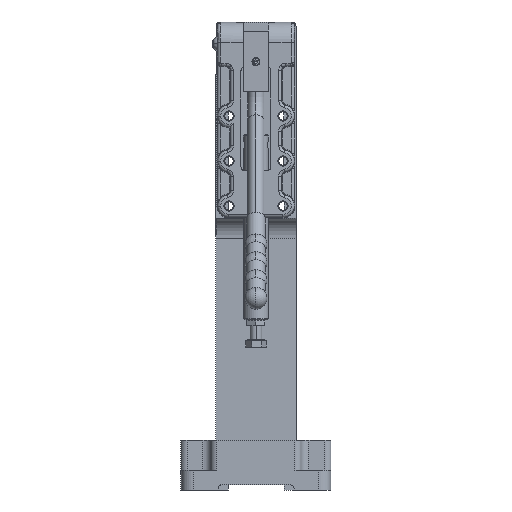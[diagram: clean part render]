
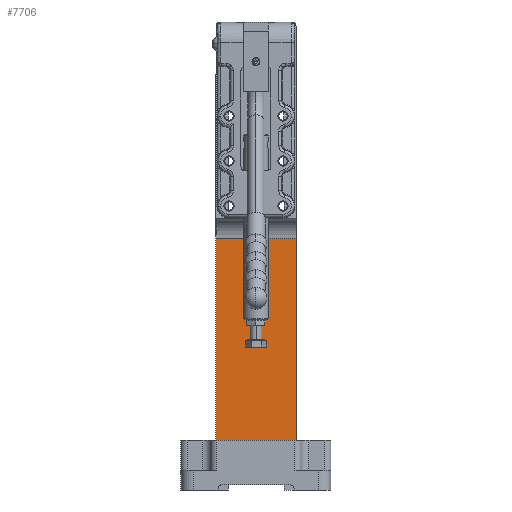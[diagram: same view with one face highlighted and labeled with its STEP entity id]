
A CAD part, left-side view. The second image highlights one B-rep face of the part: STEP entity #7706.
In plain terms, the highlighted planar face has unit normal (-1, 0, 0).
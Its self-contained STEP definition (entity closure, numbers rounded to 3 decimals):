
#1330 = VERTEX_POINT ( 'NONE', #10611 ) ;
#1335 = VERTEX_POINT ( 'NONE', #10616 ) ;
#1543 = VERTEX_POINT ( 'NONE', #17830 ) ;
#1786 = VERTEX_POINT ( 'NONE', #18203 ) ;
#2427 = CARTESIAN_POINT ( 'NONE',  ( 142., -40., 0. ) ) ;
#2428 = DIRECTION ( 'NONE',  ( 0., 0., -1. ) ) ;
#7706 = ADVANCED_FACE ( 'NONE', ( #8928 ), #30647, .T. ) ;
#8267 = AXIS2_PLACEMENT_3D ( 'NONE', #30642, #30650, #30651 ) ;
#8928 = FACE_OUTER_BOUND ( 'NONE', #19418, .T. ) ;
#9585 = LINE ( 'NONE', #2427, #9587 ) ;
#9587 = VECTOR ( 'NONE', #2428, 1000. ) ;
#10611 = CARTESIAN_POINT ( 'NONE',  ( 142., 40., 50. ) ) ;
#10616 = CARTESIAN_POINT ( 'NONE',  ( 142., -40., 50. ) ) ;
#14107 = LINE ( 'NONE', #15157, #14118 ) ;
#14118 = VECTOR ( 'NONE', #15146, 1000. ) ;
#14232 = LINE ( 'NONE', #15376, #14234 ) ;
#14234 = VECTOR ( 'NONE', #15377, 1000. ) ;
#15146 = DIRECTION ( 'NONE',  ( 0., 0., -1. ) ) ;
#15157 = CARTESIAN_POINT ( 'NONE',  ( 142., 40., 20. ) ) ;
#15376 = CARTESIAN_POINT ( 'NONE',  ( 142., 192., 252. ) ) ;
#15377 = DIRECTION ( 'NONE',  ( 0., -1., 0. ) ) ;
#16446 = EDGE_CURVE ( 'NONE', #1543, #1335, #9585, .T. ) ;
#17691 = LINE ( 'NONE', #20677, #17693 ) ;
#17693 = VECTOR ( 'NONE', #20676, 1000. ) ;
#17830 = CARTESIAN_POINT ( 'NONE',  ( 142., -40., 252. ) ) ;
#18203 = CARTESIAN_POINT ( 'NONE',  ( 142., 40., 252. ) ) ;
#19418 = EDGE_LOOP ( 'NONE', ( #32933, #32935, #32936, #32938 ) ) ;
#20676 = DIRECTION ( 'NONE',  ( 0., -1., 0. ) ) ;
#20677 = CARTESIAN_POINT ( 'NONE',  ( 142., 192., 50. ) ) ;
#26819 = EDGE_CURVE ( 'NONE', #1786, #1330, #14107, .T. ) ;
#26900 = EDGE_CURVE ( 'NONE', #1786, #1543, #14232, .T. ) ;
#27338 = EDGE_CURVE ( 'NONE', #1330, #1335, #17691, .T. ) ;
#30642 = CARTESIAN_POINT ( 'NONE',  ( 142., 192., 0. ) ) ;
#30647 = PLANE ( 'NONE',  #8267 ) ;
#30650 = DIRECTION ( 'NONE',  ( -1., 0., 0. ) ) ;
#30651 = DIRECTION ( 'NONE',  ( 0., 0., 1. ) ) ;
#32933 = ORIENTED_EDGE ( 'NONE', *, *, #26819, .T. ) ;
#32935 = ORIENTED_EDGE ( 'NONE', *, *, #27338, .T. ) ;
#32936 = ORIENTED_EDGE ( 'NONE', *, *, #16446, .F. ) ;
#32938 = ORIENTED_EDGE ( 'NONE', *, *, #26900, .F. ) ;
